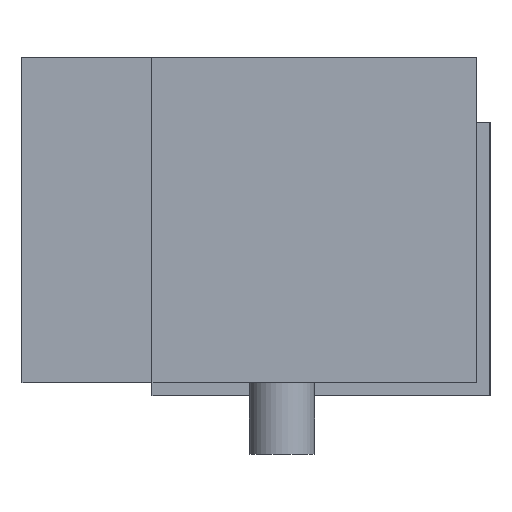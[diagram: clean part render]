
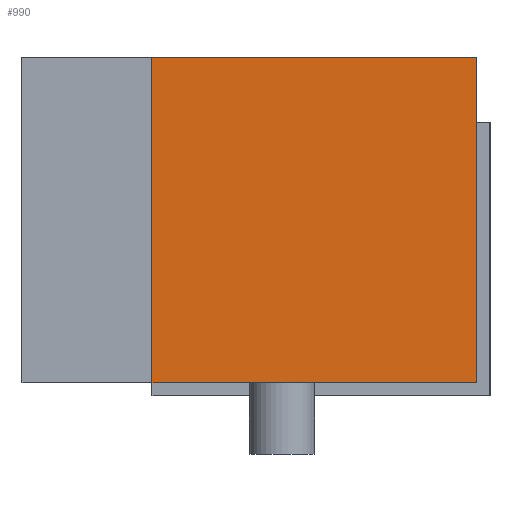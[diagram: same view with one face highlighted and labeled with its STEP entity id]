
A CAD part, left-side view. The second image highlights one B-rep face of the part: STEP entity #990.
In plain terms, the highlighted planar face has unit normal (-1, 0, 0).
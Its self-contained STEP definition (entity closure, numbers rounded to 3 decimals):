
#65=PLANE('',#1072);
#119=FACE_OUTER_BOUND('',#175,.T.);
#175=EDGE_LOOP('',(#904,#905,#906,#907));
#257=LINE('',#1512,#378);
#284=LINE('',#1559,#405);
#298=LINE('',#1600,#419);
#299=LINE('',#1601,#420);
#378=VECTOR('',#1233,10.);
#405=VECTOR('',#1274,10.);
#419=VECTOR('',#1318,10.);
#420=VECTOR('',#1319,10.);
#502=VERTEX_POINT('',#1509);
#503=VERTEX_POINT('',#1511);
#516=VERTEX_POINT('',#1558);
#528=VERTEX_POINT('',#1599);
#613=EDGE_CURVE('',#503,#502,#257,.T.);
#640=EDGE_CURVE('',#516,#503,#284,.T.);
#658=EDGE_CURVE('',#528,#502,#298,.T.);
#659=EDGE_CURVE('',#516,#528,#299,.T.);
#904=ORIENTED_EDGE('',*,*,#640,.T.);
#905=ORIENTED_EDGE('',*,*,#613,.T.);
#906=ORIENTED_EDGE('',*,*,#658,.F.);
#907=ORIENTED_EDGE('',*,*,#659,.F.);
#990=ADVANCED_FACE('',(#119),#65,.T.);
#1072=AXIS2_PLACEMENT_3D('',#1598,#1316,#1317);
#1233=DIRECTION('',(0.,0.,1.));
#1274=DIRECTION('',(0.,-1.,0.));
#1316=DIRECTION('center_axis',(-1.,0.,0.));
#1317=DIRECTION('ref_axis',(0.,-1.,0.));
#1318=DIRECTION('',(0.,-1.,0.));
#1319=DIRECTION('',(0.,0.,1.));
#1509=CARTESIAN_POINT('',(-6.75,-1.25,2.5));
#1511=CARTESIAN_POINT('',(-6.75,-1.25,0.));
#1512=CARTESIAN_POINT('',(-6.75,-1.25,0.));
#1558=CARTESIAN_POINT('',(-6.75,1.25,0.));
#1559=CARTESIAN_POINT('',(-6.75,1.25,0.));
#1598=CARTESIAN_POINT('Origin',(-6.75,1.25,0.));
#1599=CARTESIAN_POINT('',(-6.75,1.25,2.5));
#1600=CARTESIAN_POINT('',(-6.75,1.25,2.5));
#1601=CARTESIAN_POINT('',(-6.75,1.25,0.));
